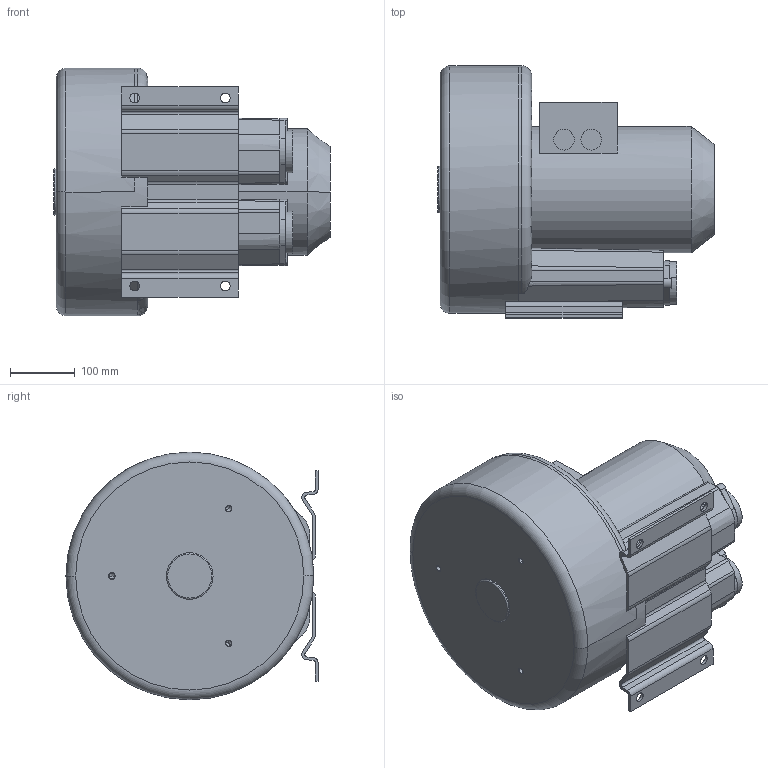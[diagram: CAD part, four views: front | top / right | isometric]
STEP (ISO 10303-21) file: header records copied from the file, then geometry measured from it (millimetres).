
FILE_DESCRIPTION((''),'2;1');
FILE_NAME('MD-001074_ASM','2013-02-08T',('rnennstiel'),('vacuvane vacuum technology gmbh'),'PRO/ENGINEER BY PARAMETRIC TECHNOLOGY CORPORATION, 2010140','PRO/ENGINEER BY PARAMETRIC TECHNOLOGY CORPORATION, 2010140','');
FILE_SCHEMA(('AUTOMOTIVE_DESIGN_CC2 { 1 2 10303 214 -1 1 5 2 }'));
Length unit declared in the file: millimetre
Products named in the file (3): VSC0415_1MT301_6; GEWINDEFLANSCH_2_ZOLL; MD-001074_ASM
Assembly tree (3 placements, depth 2):
  MD-001074_ASM
    VSC0415_1MT301_6
    GEWINDEFLANSCH_2_ZOLL  x2
Bounding box: 427 x 389 x 382 mm (x, y, z)
Volume: 26497847.3 mm3; surface area: 1032257.4 mm2
Topology: 3 solids, 16 shells, 978 faces, 2681 edges, 1772 vertices
Faces by surface type: extrusion 414, plane 357, cylinder 161, cone 41, torus 5
Entity records: 32955 total; most frequent: CARTESIAN_POINT 10091, ORIENTED_EDGE 5094, DIRECTION 3533, EDGE_CURVE 2571, VERTEX_POINT 1714, VECTOR 1647, B_SPLINE_CURVE_WITH_KNOTS 1351, LINE 1233
